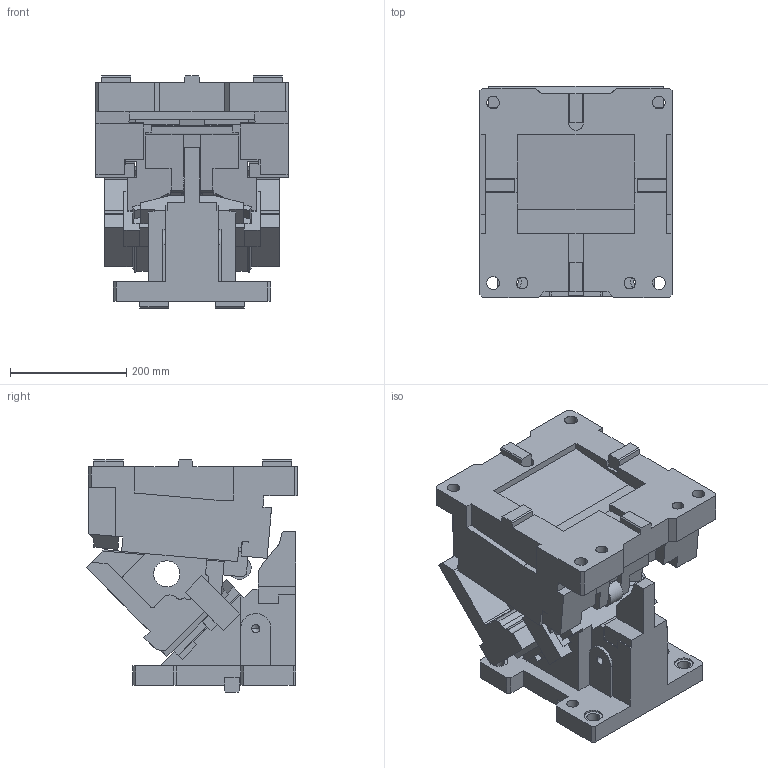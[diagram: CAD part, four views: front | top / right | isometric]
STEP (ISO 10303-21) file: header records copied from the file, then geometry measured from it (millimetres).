
FILE_DESCRIPTION(('CATIA V5 STEP Exchange'),'2;1');
FILE_NAME('CACN_F_300_45.stp','2015-04-24T10:00:13+00:00',('none'),('none'),'CATIA Version 5 Release 19 SP 2 (IN-10)','CATIA V5 STEP AP203','none');
FILE_SCHEMA(('CONFIG_CONTROL_DESIGN'));
Length unit declared in the file: millimetre
Products named in the file (1): CACN_F_300_45
Bounding box: 330 x 363.15 x 399 mm (x, y, z)
Volume: 23342958 mm3; surface area: 1323408.6 mm2
Topology: 3 solids, 3 shells, 582 faces, 1663 edges, 1096 vertices
Faces by surface type: plane 470, cylinder 104, cone 8
Entity records: 19947 total; most frequent: CARTESIAN_POINT 5132, ORIENTED_EDGE 3310, DIRECTION 2601, EDGE_CURVE 1655, VECTOR 1412, LINE 1412, VERTEX_POINT 1096, AXIS2_PLACEMENT_3D 653
